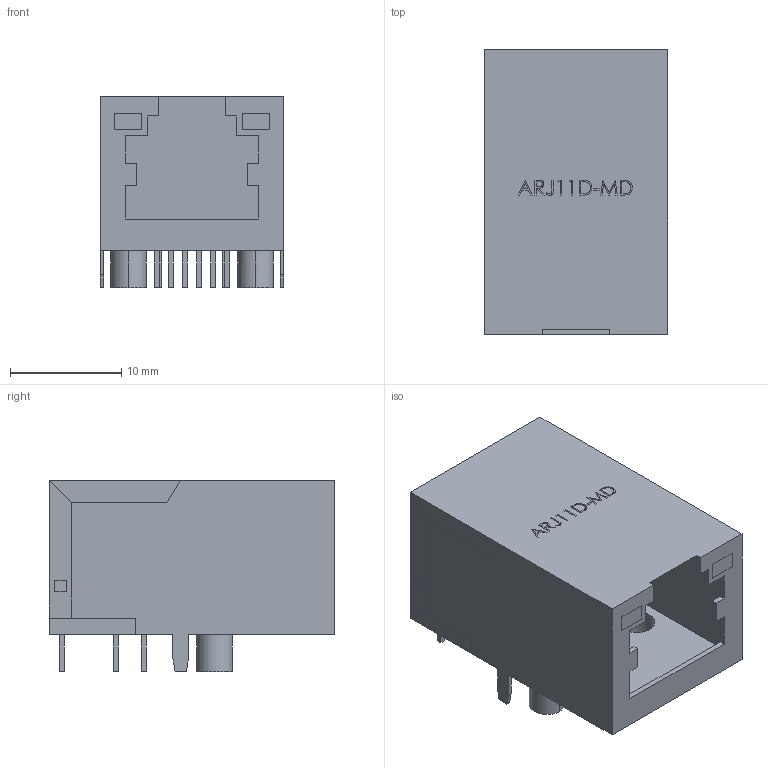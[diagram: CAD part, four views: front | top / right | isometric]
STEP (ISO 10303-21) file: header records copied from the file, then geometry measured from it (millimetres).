
FILE_DESCRIPTION(/* description */ (''),/* implementation_level */ '2;1');
FILE_NAME(/* name */ 'ARJ11D',/* time_stamp */ '2020-01-13T09:50:02-03:00',/* author */ (''),/* organization */ (''),/* preprocessor_version */ 'ST-DEVELOPER v10',/* originating_system */ '',/* authorisation */ '');
FILE_SCHEMA (('AUTOMOTIVE_DESIGN'));
Length unit declared in the file: millimetre
Products named in the file (1): 1
Bounding box: 16.5 x 25.65 x 17.15 mm (x, y, z)
Surface area: 2082.1 mm2 (no closed solid volume)
Topology: 0 solids, 1 shells, 233 faces, 605 edges, 404 vertices
Faces by surface type: plane 205, bspline 28
Entity records: 7555 total; most frequent: CARTESIAN_POINT 3325, ORIENTED_EDGE 1190, EDGE_CURVE 605, B_SPLINE_CURVE_WITH_KNOTS 597, VERTEX_POINT 404, EDGE_LOOP 264, ADVANCED_FACE 233, FACE_OUTER_BOUND 233
